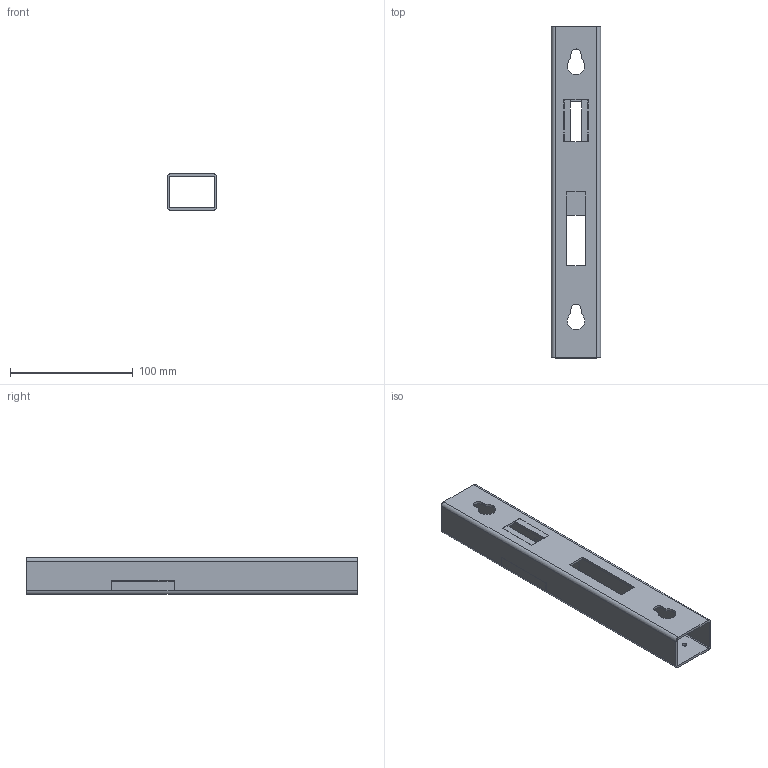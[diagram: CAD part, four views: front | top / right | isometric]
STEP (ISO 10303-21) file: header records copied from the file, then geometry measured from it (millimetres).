
FILE_DESCRIPTION (( 'STEP AP203' ), '1' );
FILE_NAME ('B1_07T-40.STEP', '2017-11-23T09:04:44', ( '' ), ( '' ), 'SwSTEP 2.0', 'SolidWorks 2013', '' );
FILE_SCHEMA (( 'CONFIG_CONTROL_DESIGN' ));
Length unit declared in the file: millimetre
Products named in the file (1): B1_07T-40
Bounding box: 40 x 270 x 30 mm (x, y, z)
Volume: 59201.6 mm3; surface area: 62379.1 mm2
Topology: 1 solids, 1 shells, 132 faces, 376 edges, 240 vertices
Faces by surface type: plane 100, cylinder 32
Entity records: 4373 total; most frequent: ORIENTED_EDGE 752, CARTESIAN_POINT 749, DIRECTION 706, EDGE_CURVE 376, VECTOR 312, LINE 312, VERTEX_POINT 240, AXIS2_PLACEMENT_3D 197
